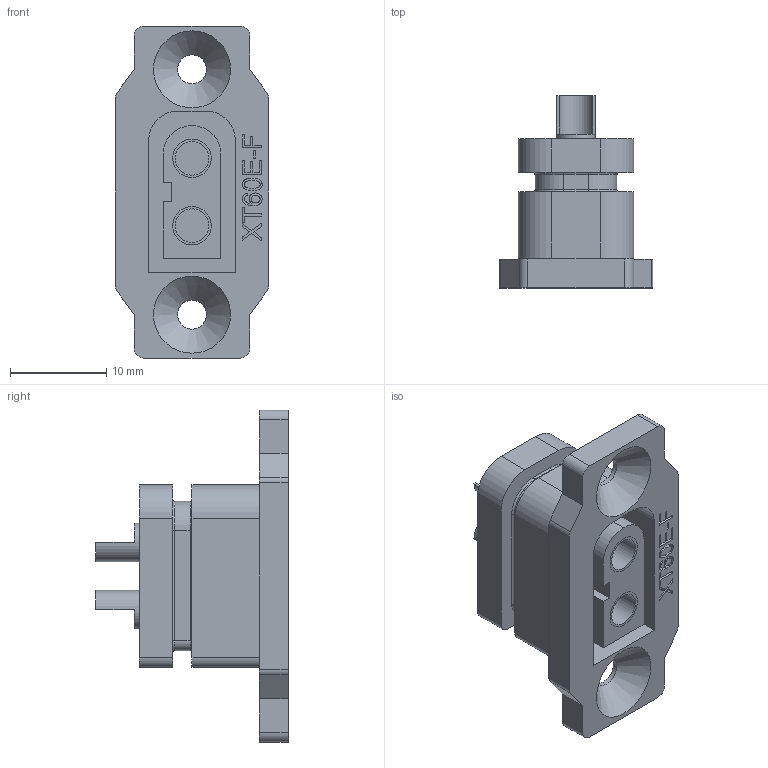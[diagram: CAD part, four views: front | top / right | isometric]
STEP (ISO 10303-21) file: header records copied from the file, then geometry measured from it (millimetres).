
FILE_DESCRIPTION(('FreeCAD Model'),'2;1');
FILE_NAME('Open CASCADE Shape Model','2024-10-09T02:06:37',('Author'),( ''),'Open CASCADE STEP processor 7.7','Ondsel','Unknown');
FILE_SCHEMA(('AUTOMOTIVE_DESIGN { 1 0 10303 214 1 1 1 1 }'));
Length unit declared in the file: millimetre
Products named in the file (4): xt60; Body; pino-; pino+
Assembly tree (3 placements, depth 2):
  xt60
    Body
    pino-
    pino+
Bounding box: 16 x 20 x 34.5 mm (x, y, z)
Volume: 2982.9 mm3; surface area: 4269.1 mm2
Topology: 3 solids, 3 shells, 226 faces, 586 edges, 384 vertices
Faces by surface type: plane 121, extrusion 51, cylinder 44, torus 8, cone 2
Full cylindrical faces by diameter (mm): 3 x2, 3.5 x2, 4 x4
Entity records: 7039 total; most frequent: CARTESIAN_POINT 1508, ORIENTED_EDGE 1172, DIRECTION 991, EDGE_CURVE 586, VECTOR 433, VERTEX_POINT 384, LINE 382, AXIS2_PLACEMENT_3D 279
